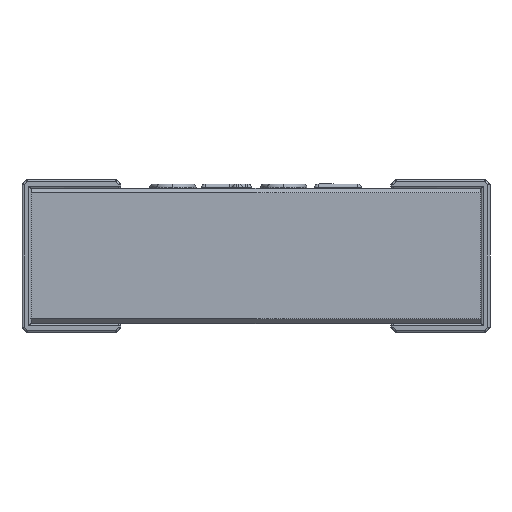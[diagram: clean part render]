
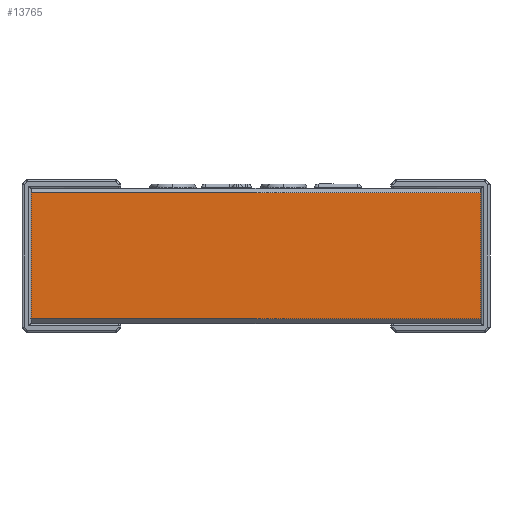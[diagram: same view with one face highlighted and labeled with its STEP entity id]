
A CAD part, front view. The second image highlights one B-rep face of the part: STEP entity #13765.
In plain terms, the highlighted planar face has unit normal (0, -1, 0).
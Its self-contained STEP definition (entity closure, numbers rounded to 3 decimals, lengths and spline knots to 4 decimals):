
#4354 = PLANE('',#4355);
#4355 = AXIS2_PLACEMENT_3D('',#4356,#4357,#4358);
#4356 = CARTESIAN_POINT('',(0.,-0.29,0.32));
#4357 = DIRECTION('',(0.,-0.707,0.707));
#4358 = DIRECTION('',(-1.,0.,0.));
#8382 = VERTEX_POINT('',#8383);
#8383 = CARTESIAN_POINT('',(-0.5,-0.3,0.31));
#8399 = PLANE('',#8400);
#8400 = AXIS2_PLACEMENT_3D('',#8401,#8402,#8403);
#8401 = CARTESIAN_POINT('',(-0.5,0.3,0.32));
#8402 = DIRECTION('',(1.,0.,0.));
#8403 = DIRECTION('',(0.,1.,0.));
#8411 = EDGE_CURVE('',#8412,#8382,#8414,.T.);
#8412 = VERTEX_POINT('',#8413);
#8413 = CARTESIAN_POINT('',(0.5,-0.3,0.31));
#8414 = SURFACE_CURVE('',#8415,(#8419,#8426),.PCURVE_S1.);
#8415 = LINE('',#8416,#8417);
#8416 = CARTESIAN_POINT('',(-0.5,-0.3,0.31));
#8417 = VECTOR('',#8418,1.);
#8418 = DIRECTION('',(-1.,0.,0.));
#8419 = PCURVE('',#4354,#8420);
#8420 = DEFINITIONAL_REPRESENTATION('',(#8421),#8425);
#8421 = LINE('',#8422,#8423);
#8422 = CARTESIAN_POINT('',(0.5,0.014));
#8423 = VECTOR('',#8424,1.);
#8424 = DIRECTION('',(1.,0.));
#8425 = ( GEOMETRIC_REPRESENTATION_CONTEXT(2) 
PARAMETRIC_REPRESENTATION_CONTEXT() REPRESENTATION_CONTEXT('2D SPACE',''
  ) );
#8426 = PCURVE('',#8427,#8432);
#8427 = PLANE('',#8428);
#8428 = AXIS2_PLACEMENT_3D('',#8429,#8430,#8431);
#8429 = CARTESIAN_POINT('',(-0.5,-0.3,0.32));
#8430 = DIRECTION('',(0.,1.,0.));
#8431 = DIRECTION('',(-1.,0.,0.));
#8432 = DEFINITIONAL_REPRESENTATION('',(#8433),#8437);
#8433 = LINE('',#8434,#8435);
#8434 = CARTESIAN_POINT('',(0.,-0.01));
#8435 = VECTOR('',#8436,1.);
#8436 = DIRECTION('',(1.,0.));
#8437 = ( GEOMETRIC_REPRESENTATION_CONTEXT(2) 
PARAMETRIC_REPRESENTATION_CONTEXT() REPRESENTATION_CONTEXT('2D SPACE',''
  ) );
#8455 = PLANE('',#8456);
#8456 = AXIS2_PLACEMENT_3D('',#8457,#8458,#8459);
#8457 = CARTESIAN_POINT('',(0.5,0.3,0.32));
#8458 = DIRECTION('',(-1.,0.,0.));
#8459 = DIRECTION('',(0.,-1.,0.));
#13717 = EDGE_CURVE('',#8382,#13718,#13720,.T.);
#13718 = VERTEX_POINT('',#13719);
#13719 = CARTESIAN_POINT('',(-0.5,-0.3,0.03));
#13720 = SURFACE_CURVE('',#13721,(#13725,#13732),.PCURVE_S1.);
#13721 = LINE('',#13722,#13723);
#13722 = CARTESIAN_POINT('',(-0.5,-0.3,0.32));
#13723 = VECTOR('',#13724,1.);
#13724 = DIRECTION('',(0.,0.,-1.));
#13725 = PCURVE('',#8399,#13726);
#13726 = DEFINITIONAL_REPRESENTATION('',(#13727),#13731);
#13727 = LINE('',#13728,#13729);
#13728 = CARTESIAN_POINT('',(-0.6,0.));
#13729 = VECTOR('',#13730,1.);
#13730 = DIRECTION('',(0.,-1.));
#13731 = ( GEOMETRIC_REPRESENTATION_CONTEXT(2) 
PARAMETRIC_REPRESENTATION_CONTEXT() REPRESENTATION_CONTEXT('2D SPACE',''
  ) );
#13732 = PCURVE('',#8427,#13733);
#13733 = DEFINITIONAL_REPRESENTATION('',(#13734),#13738);
#13734 = LINE('',#13735,#13736);
#13735 = CARTESIAN_POINT('',(0.,0.));
#13736 = VECTOR('',#13737,1.);
#13737 = DIRECTION('',(0.,-1.));
#13738 = ( GEOMETRIC_REPRESENTATION_CONTEXT(2) 
PARAMETRIC_REPRESENTATION_CONTEXT() REPRESENTATION_CONTEXT('2D SPACE',''
  ) );
#13754 = PLANE('',#13755);
#13755 = AXIS2_PLACEMENT_3D('',#13756,#13757,#13758);
#13756 = CARTESIAN_POINT('',(-0.5,-0.3,0.03));
#13757 = DIRECTION('',(0.,0.707,0.707));
#13758 = DIRECTION('',(1.,0.,0.));
#13765 = ADVANCED_FACE('',(#13766),#8427,.F.);
#13766 = FACE_BOUND('',#13767,.T.);
#13767 = EDGE_LOOP('',(#13768,#13769,#13792,#13813));
#13768 = ORIENTED_EDGE('',*,*,#13717,.T.);
#13769 = ORIENTED_EDGE('',*,*,#13770,.T.);
#13770 = EDGE_CURVE('',#13718,#13771,#13773,.T.);
#13771 = VERTEX_POINT('',#13772);
#13772 = CARTESIAN_POINT('',(0.5,-0.3,0.03));
#13773 = SURFACE_CURVE('',#13774,(#13778,#13785),.PCURVE_S1.);
#13774 = LINE('',#13775,#13776);
#13775 = CARTESIAN_POINT('',(-0.5,-0.3,0.03));
#13776 = VECTOR('',#13777,1.);
#13777 = DIRECTION('',(1.,0.,0.));
#13778 = PCURVE('',#8427,#13779);
#13779 = DEFINITIONAL_REPRESENTATION('',(#13780),#13784);
#13780 = LINE('',#13781,#13782);
#13781 = CARTESIAN_POINT('',(0.,-0.29));
#13782 = VECTOR('',#13783,1.);
#13783 = DIRECTION('',(-1.,0.));
#13784 = ( GEOMETRIC_REPRESENTATION_CONTEXT(2) 
PARAMETRIC_REPRESENTATION_CONTEXT() REPRESENTATION_CONTEXT('2D SPACE',''
  ) );
#13785 = PCURVE('',#13754,#13786);
#13786 = DEFINITIONAL_REPRESENTATION('',(#13787),#13791);
#13787 = LINE('',#13788,#13789);
#13788 = CARTESIAN_POINT('',(0.,0.));
#13789 = VECTOR('',#13790,1.);
#13790 = DIRECTION('',(1.,0.));
#13791 = ( GEOMETRIC_REPRESENTATION_CONTEXT(2) 
PARAMETRIC_REPRESENTATION_CONTEXT() REPRESENTATION_CONTEXT('2D SPACE',''
  ) );
#13792 = ORIENTED_EDGE('',*,*,#13793,.F.);
#13793 = EDGE_CURVE('',#8412,#13771,#13794,.T.);
#13794 = SURFACE_CURVE('',#13795,(#13799,#13806),.PCURVE_S1.);
#13795 = LINE('',#13796,#13797);
#13796 = CARTESIAN_POINT('',(0.5,-0.3,0.32));
#13797 = VECTOR('',#13798,1.);
#13798 = DIRECTION('',(0.,0.,-1.));
#13799 = PCURVE('',#8427,#13800);
#13800 = DEFINITIONAL_REPRESENTATION('',(#13801),#13805);
#13801 = LINE('',#13802,#13803);
#13802 = CARTESIAN_POINT('',(-1.,0.));
#13803 = VECTOR('',#13804,1.);
#13804 = DIRECTION('',(0.,-1.));
#13805 = ( GEOMETRIC_REPRESENTATION_CONTEXT(2) 
PARAMETRIC_REPRESENTATION_CONTEXT() REPRESENTATION_CONTEXT('2D SPACE',''
  ) );
#13806 = PCURVE('',#8455,#13807);
#13807 = DEFINITIONAL_REPRESENTATION('',(#13808),#13812);
#13808 = LINE('',#13809,#13810);
#13809 = CARTESIAN_POINT('',(0.6,0.));
#13810 = VECTOR('',#13811,1.);
#13811 = DIRECTION('',(0.,-1.));
#13812 = ( GEOMETRIC_REPRESENTATION_CONTEXT(2) 
PARAMETRIC_REPRESENTATION_CONTEXT() REPRESENTATION_CONTEXT('2D SPACE',''
  ) );
#13813 = ORIENTED_EDGE('',*,*,#8411,.T.);
